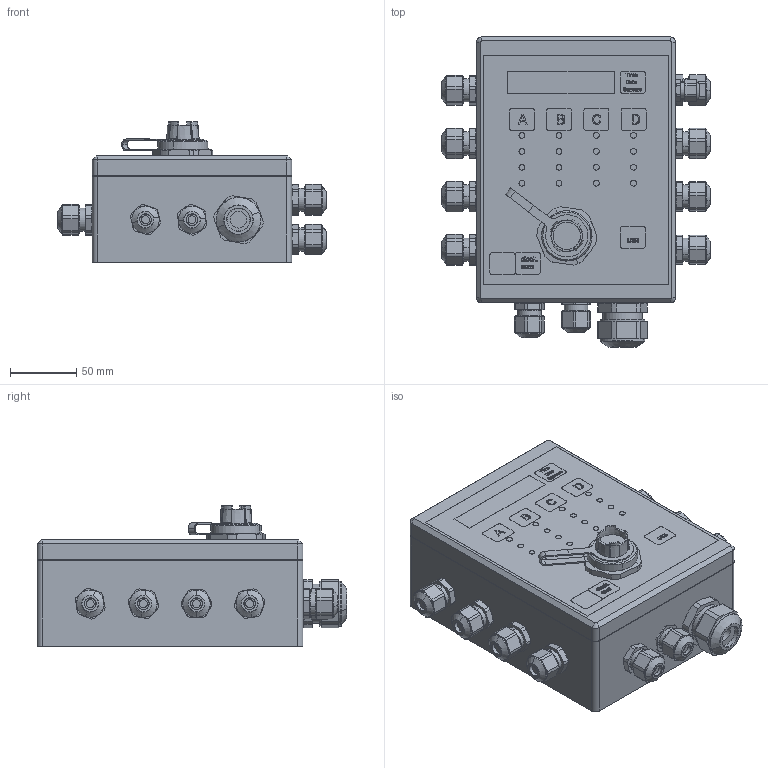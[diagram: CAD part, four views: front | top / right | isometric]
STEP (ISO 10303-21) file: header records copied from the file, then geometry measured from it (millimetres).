
FILE_DESCRIPTION (( 'STEP AP214' ), '1' );
FILE_NAME ('HST-SC-4 Kanal_Modeliert.STEP', '2022-08-29T12:53:29', ( '' ), ( '' ), 'SwSTEP 2.0', 'SolidWorks 2020', '' );
FILE_SCHEMA (( 'AUTOMOTIVE_DESIGN' ));
Length unit declared in the file: millimetre
Products named in the file (7): 1571_25_160 12_5; USB-Buchse_00; SC-4 Kanal; USB-Lasche_00; 1571_10_040 3; HST-SC-4 Kanal_Modeliert; 1571_17_080 6
Assembly tree (18 placements, depth 2):
  HST-SC-4 Kanal_Modeliert
    SC-4 Kanal
    1571_10_040 3
    1571_17_080 6  x13
    1571_25_160 12_5
    USB-Buchse_00
    USB-Lasche_00
Bounding box: 202.4 x 233.2 x 105.69 mm (x, y, z)
Volume: 2524458.9 mm3; surface area: 278634 mm2
Topology: 55 solids, 70 shells, 2737 faces, 6630 edges, 4212 vertices
Faces by surface type: plane 1029, cylinder 865, bspline 352, cone 298, torus 185, sphere 8
Entity records: 82377 total; most frequent: CARTESIAN_POINT 35253, ORIENTED_EDGE 8844, DIRECTION 7181, EDGE_CURVE 4422, VERTEX_POINT 2844, AXIS2_PLACEMENT_3D 2475, VECTOR 2231, LINE 2231
